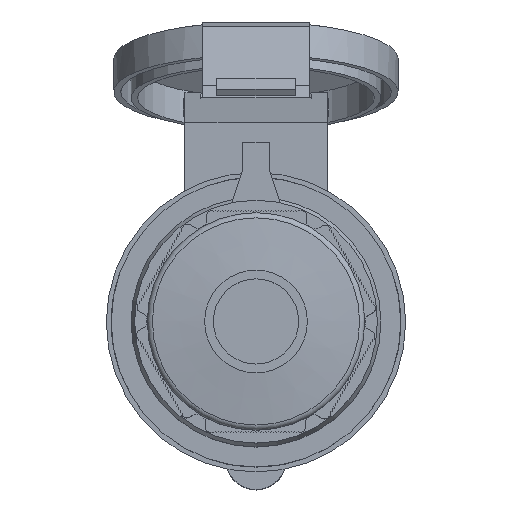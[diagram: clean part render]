
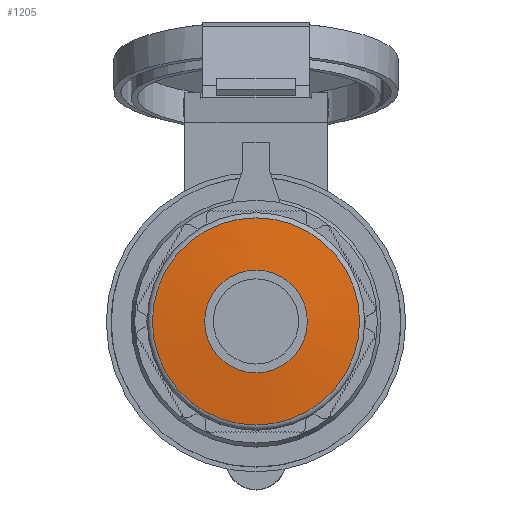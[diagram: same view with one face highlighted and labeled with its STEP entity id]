
A CAD part, top view. The second image highlights one B-rep face of the part: STEP entity #1205.
In plain terms, the highlighted conical face has half-angle 84.289 degrees and reference radius 24.635 mm.
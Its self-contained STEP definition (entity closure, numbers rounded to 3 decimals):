
#42=CONICAL_SURFACE('',#11128,24.635,84.289);
#1205=ADVANCED_FACE('',(#1815,#1816),#42,.T.);
#1815=FACE_BOUND('',#2430,.T.);
#1816=FACE_BOUND('',#2431,.T.);
#2430=EDGE_LOOP('',(#7850));
#2431=EDGE_LOOP('',(#7851));
#7850=ORIENTED_EDGE('',*,*,#10280,.T.);
#7851=ORIENTED_EDGE('',*,*,#9652,.F.);
#8526=VERTEX_POINT('',#15531);
#8840=VERTEX_POINT('',#16793);
#9652=EDGE_CURVE('',#8526,#8526,#10428,.T.);
#10280=EDGE_CURVE('',#8840,#8840,#10434,.T.);
#10428=CIRCLE('',#10801,11.635);
#10434=CIRCLE('',#11127,23.464);
#10801=AXIS2_PLACEMENT_3D('',#15530,#12510,#12511);
#11127=AXIS2_PLACEMENT_3D('',#16792,#13784,#13785);
#11128=AXIS2_PLACEMENT_3D('',#16794,#13786,#13787);
#12510=DIRECTION('',(0.,0.,1.));
#12511=DIRECTION('',(1.,0.,0.));
#13784=DIRECTION('',(0.,0.,1.));
#13785=DIRECTION('',(1.,0.,0.));
#13786=DIRECTION('',(0.,0.,-1.));
#13787=DIRECTION('',(-1.,0.,0.));
#15530=CARTESIAN_POINT('',(0.,0.,164.325));
#15531=CARTESIAN_POINT('',(11.635,0.,164.325));
#16792=CARTESIAN_POINT('',(0.,0.,163.142));
#16793=CARTESIAN_POINT('',(23.464,0.,163.142));
#16794=CARTESIAN_POINT('',(0.,0.,163.025));
